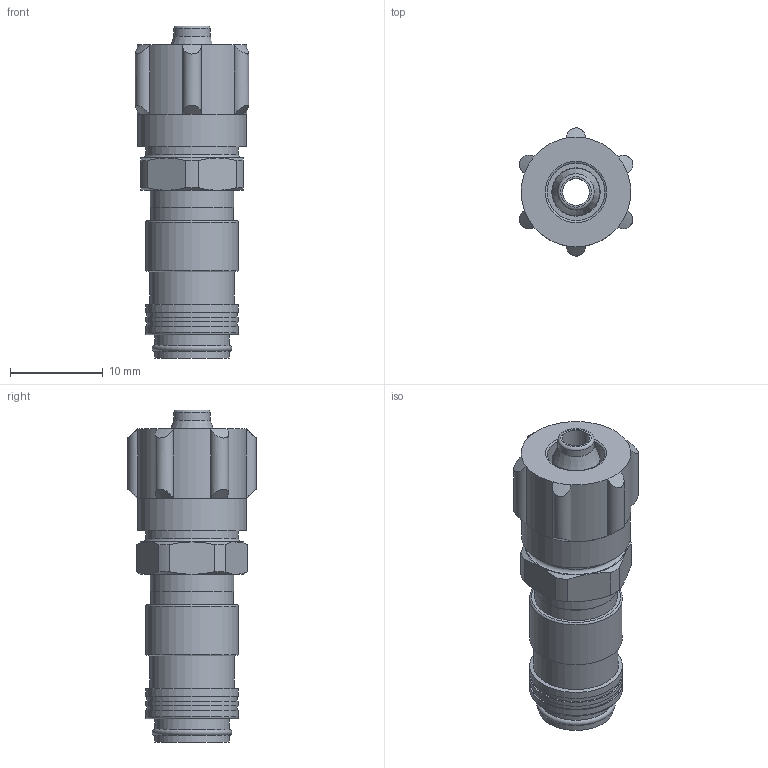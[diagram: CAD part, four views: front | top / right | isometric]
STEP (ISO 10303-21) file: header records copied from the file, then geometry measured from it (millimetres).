
FILE_DESCRIPTION(/* description */ ('STEP AP214'),/* implementation_level */ '2;1');
FILE_NAME(/* name */ '531622_KD2-CK-4',/* time_stamp */ '2024-08-27T08:59:25+02:00',/* author */ ('License CC BY-ND 4.0'),/* organization */ ('CADENAS'),/* preprocessor_version */ 'ST-DEVELOPER v19.3',/* originating_system */ 'PARTsolutions',/* authorisation */ ' ');
FILE_SCHEMA (('AUTOMOTIVE_DESIGN {1 0 10303 214 3 1 1}'));
Length unit declared in the file: millimetre
Products named in the file (1): 531622 KD2-CK-4
Bounding box: 12.22 x 13.8 x 35.75 mm (x, y, z)
Volume: 2369.3 mm3; surface area: 2280.2 mm2
Topology: 1 solids, 1 shells, 98 faces, 192 edges, 110 vertices
Faces by surface type: cylinder 37, cone 31, plane 22, torus 8
Full cylindrical faces by diameter (mm): 2.9 x1, 3.9 x1, 4.8 x1, 5 x1, 6.2 x1, 8 x2, 8.9 x1, 9 x1, 9.15 x1, 9.7 x2, 10 x6, 11.7 x1
Entity records: 3102 total; most frequent: CARTESIAN_POINT 531, DIRECTION 414, ORIENTED_EDGE 312, AXIS2_PLACEMENT_3D 195, EDGE_CURVE 156, EDGE_LOOP 148, FACE_BOUND 148, VERTEX_POINT 108
